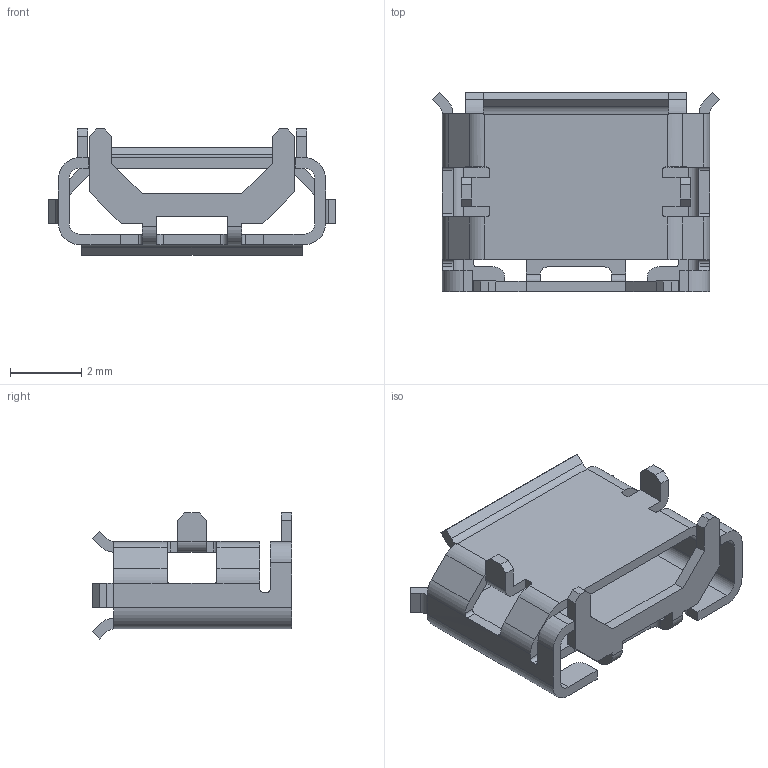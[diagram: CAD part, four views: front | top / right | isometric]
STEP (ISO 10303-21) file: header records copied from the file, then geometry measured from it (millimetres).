
FILE_DESCRIPTION(/* description */ (''),/* implementation_level */ '2;1');
FILE_NAME(/* name */ 'micro usb 5pinl.stp',/* time_stamp */ '2017-03-17T13:49:28+08:00',/* author */ (''),/* organization */ (''),/* preprocessor_version */ 'ST-DEVELOPER v15',/* originating_system */ 'SIEMENS PLM Software NX 9.0',/* authorisation */ '');
FILE_SCHEMA (('AP203_CONFIGURATION_CONTROLLED_3D_DESIGN_OF_MECHANICAL_PARTS_AND_ASSEMBLIES_MIM_LF { 1 0 10303 403 2 1 2}'));
Length unit declared in the file: millimetre
Products named in the file (1): jeon26789AF2xqhc
Bounding box: 8.08 x 5.6 x 3.54 mm (x, y, z)
Volume: 26.5 mm3; surface area: 204.7 mm2
Topology: 1 solids, 1 shells, 174 faces, 506 edges, 326 vertices
Faces by surface type: plane 114, cylinder 60
Entity records: 5908 total; most frequent: CARTESIAN_POINT 1175, ORIENTED_EDGE 1012, DIRECTION 944, EDGE_CURVE 506, LINE 350, VECTOR 350, VERTEX_POINT 326, AXIS2_PLACEMENT_3D 297
